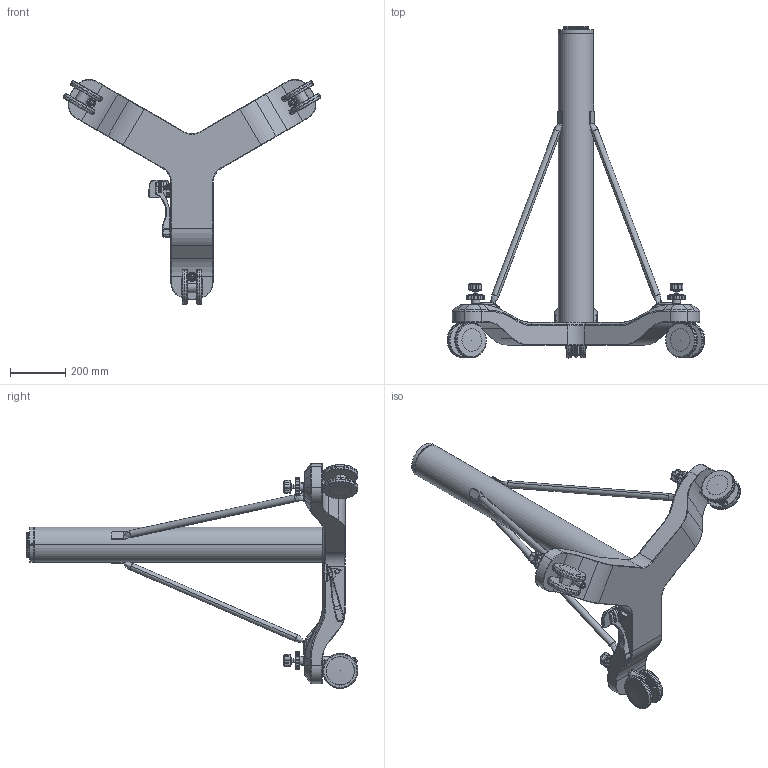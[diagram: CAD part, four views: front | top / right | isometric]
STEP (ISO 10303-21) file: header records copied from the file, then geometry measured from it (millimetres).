
FILE_DESCRIPTION (( 'STEP AP214' ), '1' );
FILE_NAME ('RS-F-48.STEP', '2023-01-26T22:34:50', ( '' ), ( '' ), 'SwSTEP 2.0', 'SolidWorks 2021', '' );
FILE_SCHEMA (( 'AUTOMOTIVE_DESIGN' ));
Length unit declared in the file: inch
Products named in the file (1): RS-F-48
Bounding box: 931.15 x 1198.46 x 812.39 mm (x, y, z)
Volume: 33179371.5 mm3; surface area: 1635928.5 mm2
Topology: 12 solids, 14 shells, 1860 faces, 4483 edges, 2739 vertices
Faces by surface type: cylinder 630, plane 427, torus 415, bspline 237, cone 143, sphere 8
Entity records: 91258 total; most frequent: CARTESIAN_POINT 48906, ORIENTED_EDGE 8910, DIRECTION 8643, EDGE_CURVE 4455, AXIS2_PLACEMENT_3D 3642, VERTEX_POINT 2725, CIRCLE 2018, EDGE_LOOP 1962
